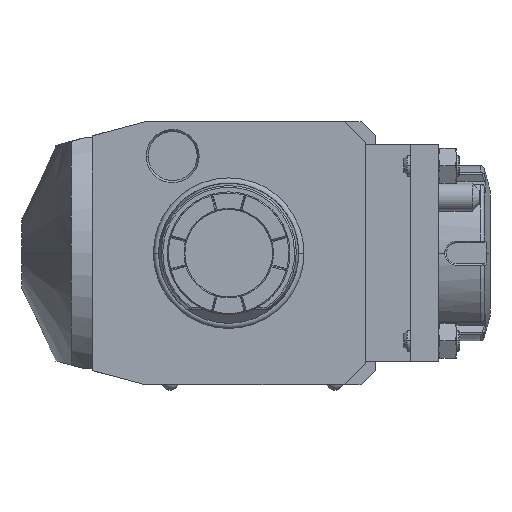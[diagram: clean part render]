
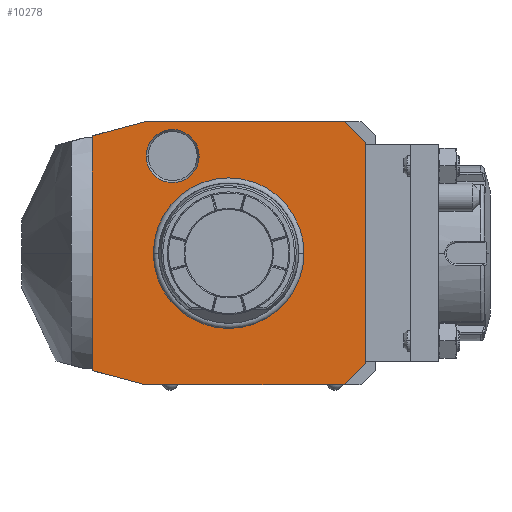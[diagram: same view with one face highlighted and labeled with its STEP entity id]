
A CAD part, front view. The second image highlights one B-rep face of the part: STEP entity #10278.
In plain terms, the highlighted planar face has unit normal (0, -1, 0).
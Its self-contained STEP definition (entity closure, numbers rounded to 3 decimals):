
#1=DIRECTION('',(0.966,0.,-0.259));
#2=VECTOR('',#1,15.529);
#3=CARTESIAN_POINT('',(-39.,0.,-33.481));
#4=LINE('',#3,#2);
#5=DIRECTION('',(0.,0.,-1.));
#6=VECTOR('',#5,66.962);
#7=CARTESIAN_POINT('',(-39.,0.,33.481));
#8=LINE('',#7,#6);
#9=DIRECTION('',(-0.966,0.,-0.259));
#10=VECTOR('',#9,15.529);
#11=CARTESIAN_POINT('',(-24.,0.,37.5));
#12=LINE('',#11,#10);
#13=DIRECTION('',(-1.,0.,0.));
#14=VECTOR('',#13,57.);
#15=CARTESIAN_POINT('',(33.,0.,37.5));
#16=LINE('',#15,#14);
#17=DIRECTION('',(-0.707,0.,0.707));
#18=VECTOR('',#17,8.485);
#19=CARTESIAN_POINT('',(39.,0.,31.5));
#20=LINE('',#19,#18);
#21=DIRECTION('',(0.,0.,1.));
#22=VECTOR('',#21,63.);
#23=CARTESIAN_POINT('',(39.,0.,-31.5));
#24=LINE('',#23,#22);
#25=DIRECTION('',(0.707,0.,0.707));
#26=VECTOR('',#25,8.485);
#27=CARTESIAN_POINT('',(33.,0.,-37.5));
#28=LINE('',#27,#26);
#29=DIRECTION('',(1.,0.,0.));
#30=VECTOR('',#29,57.);
#31=CARTESIAN_POINT('',(-24.,0.,-37.5));
#32=LINE('',#31,#30);
#33=CARTESIAN_POINT('',(-16.,0.,27.713));
#34=DIRECTION('',(0.,1.,0.));
#35=DIRECTION('',(-1.,0.,0.));
#36=AXIS2_PLACEMENT_3D('',#33,#34,#35);
#38=CARTESIAN_POINT('',(-16.,0.,27.713));
#39=DIRECTION('',(0.,1.,0.));
#40=DIRECTION('',(1.,0.,0.));
#41=AXIS2_PLACEMENT_3D('',#38,#39,#40);
#6964=CARTESIAN_POINT('',(0.,0.,0.));
#6965=DIRECTION('',(0.,-1.,0.));
#6966=DIRECTION('',(1.,0.,0.));
#6967=AXIS2_PLACEMENT_3D('',#6964,#6965,#6966);
#6969=CARTESIAN_POINT('',(0.,0.,0.));
#6970=DIRECTION('',(0.,-1.,0.));
#6971=DIRECTION('',(-1.,0.,0.));
#6972=AXIS2_PLACEMENT_3D('',#6969,#6970,#6971);
#9213=CARTESIAN_POINT('',(-23.577,0.,
27.713));
#9214=CARTESIAN_POINT('',(-8.423,0.,
27.713));
#9215=VERTEX_POINT('',#9213);
#9216=VERTEX_POINT('',#9214);
#10047=CARTESIAN_POINT('',(-39.,0.,-33.481));
#10048=CARTESIAN_POINT('',(-24.,0.,-37.5));
#10049=VERTEX_POINT('',#10047);
#10050=VERTEX_POINT('',#10048);
#10051=CARTESIAN_POINT('',(33.,0.,-37.5));
#10052=VERTEX_POINT('',#10051);
#10053=CARTESIAN_POINT('',(39.,0.,-31.5));
#10054=VERTEX_POINT('',#10053);
#10055=CARTESIAN_POINT('',(39.,0.,31.5));
#10056=VERTEX_POINT('',#10055);
#10057=CARTESIAN_POINT('',(33.,0.,37.5));
#10058=VERTEX_POINT('',#10057);
#10059=CARTESIAN_POINT('',(-24.,0.,37.5));
#10060=VERTEX_POINT('',#10059);
#10061=CARTESIAN_POINT('',(-39.,0.,33.481));
#10062=VERTEX_POINT('',#10061);
#10135=CARTESIAN_POINT('',(21.137,0.,0.));
#10136=CARTESIAN_POINT('',(-21.137,0.,0.));
#10137=VERTEX_POINT('',#10135);
#10138=VERTEX_POINT('',#10136);
#10243=CARTESIAN_POINT('',(0.,0.,0.));
#10244=DIRECTION('',(0.,-1.,0.));
#10245=DIRECTION('',(-1.,0.,0.));
#10246=AXIS2_PLACEMENT_3D('',#10243,#10244,#10245);
#10247=PLANE('',#10246);
#10249=ORIENTED_EDGE('',*,*,#10248,.F.);
#10251=ORIENTED_EDGE('',*,*,#10250,.F.);
#10253=ORIENTED_EDGE('',*,*,#10252,.F.);
#10255=ORIENTED_EDGE('',*,*,#10254,.F.);
#10257=ORIENTED_EDGE('',*,*,#10256,.F.);
#10259=ORIENTED_EDGE('',*,*,#10258,.F.);
#10261=ORIENTED_EDGE('',*,*,#10260,.F.);
#10263=ORIENTED_EDGE('',*,*,#10262,.F.);
#10264=EDGE_LOOP('',(#10249,#10251,#10253,#10255,#10257,#10259,#10261,#10263));
#10265=FACE_OUTER_BOUND('',#10264,.F.);
#10267=ORIENTED_EDGE('',*,*,#10266,.T.);
#10269=ORIENTED_EDGE('',*,*,#10268,.T.);
#10270=EDGE_LOOP('',(#10267,#10269));
#10271=FACE_BOUND('',#10270,.F.);
#10273=ORIENTED_EDGE('',*,*,#10272,.F.);
#10275=ORIENTED_EDGE('',*,*,#10274,.F.);
#10276=EDGE_LOOP('',(#10273,#10275));
#10277=FACE_BOUND('',#10276,.F.);
#37=CIRCLE('',#36,7.577);
#42=CIRCLE('',#41,7.577);
#6968=CIRCLE('',#6967,21.137);
#6973=CIRCLE('',#6972,21.137);
#10248=EDGE_CURVE('',#10049,#10050,#4,.T.);
#10250=EDGE_CURVE('',#10062,#10049,#8,.T.);
#10252=EDGE_CURVE('',#10060,#10062,#12,.T.);
#10254=EDGE_CURVE('',#10058,#10060,#16,.T.);
#10256=EDGE_CURVE('',#10056,#10058,#20,.T.);
#10258=EDGE_CURVE('',#10054,#10056,#24,.T.);
#10260=EDGE_CURVE('',#10052,#10054,#28,.T.);
#10262=EDGE_CURVE('',#10050,#10052,#32,.T.);
#10266=EDGE_CURVE('',#10137,#10138,#6968,.T.);
#10268=EDGE_CURVE('',#10138,#10137,#6973,.T.);
#10272=EDGE_CURVE('',#9215,#9216,#37,.T.);
#10274=EDGE_CURVE('',#9216,#9215,#42,.T.);
#10278=ADVANCED_FACE('',(#10265,#10271,#10277),#10247,.T.);
